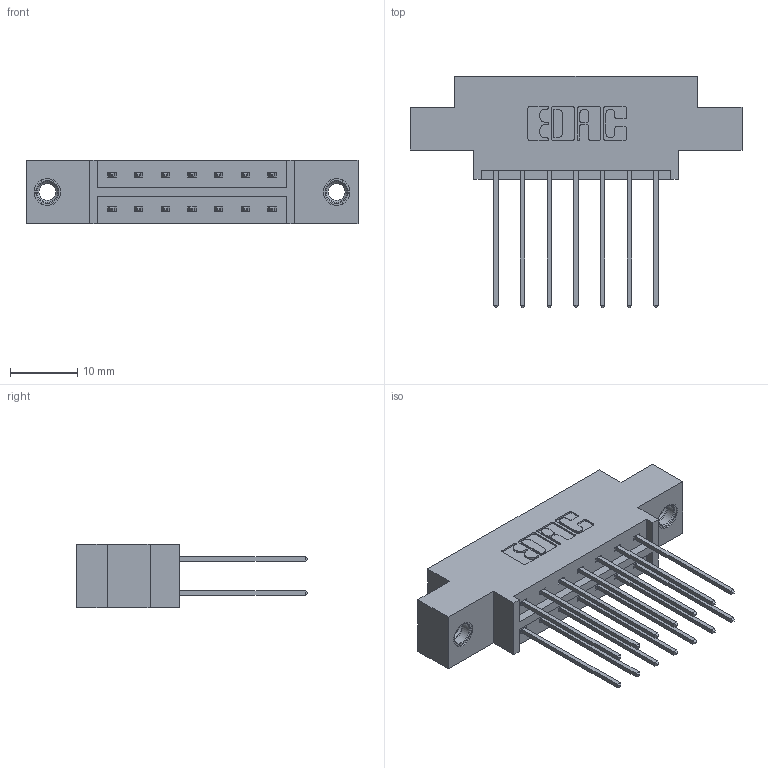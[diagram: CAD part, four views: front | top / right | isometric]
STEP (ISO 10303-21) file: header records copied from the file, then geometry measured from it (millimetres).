
FILE_DESCRIPTION (( 'STEP AP203' ), '1' );
FILE_NAME ('333-014-541-807.STEP', '2018-08-01T02:37:23', ( '' ), ( '' ), 'SwSTEP 2.0', 'SolidWorks 2016', '' );
FILE_SCHEMA (( 'CONFIG_CONTROL_DESIGN' ));
Length unit declared in the file: inch
Products named in the file (4): 345-292-001_345-293-141; 345-250-001_345-250-005-103; 333-014-541-807; 333 Part_Offset - .156 Dia - TI
Assembly tree (17 placements, depth 2):
  333-014-541-807
    333 Part_Offset - .156 Dia - TI
    345-292-001_345-293-141  x14
    345-250-001_345-250-005-103  x2
Bounding box: 49.28 x 34.3 x 9.4 mm (x, y, z)
Volume: 4542.5 mm3; surface area: 5649.2 mm2
Topology: 17 solids, 17 shells, 906 faces, 2629 edges, 1726 vertices
Faces by surface type: plane 610, cylinder 280, cone 12, torus 4
Entity records: 10366 total; most frequent: CARTESIAN_POINT 1745, ORIENTED_EDGE 1674, DIRECTION 1583, EDGE_CURVE 837, LINE 689, VECTOR 689, VERTEX_POINT 552, AXIS2_PLACEMENT_3D 447
